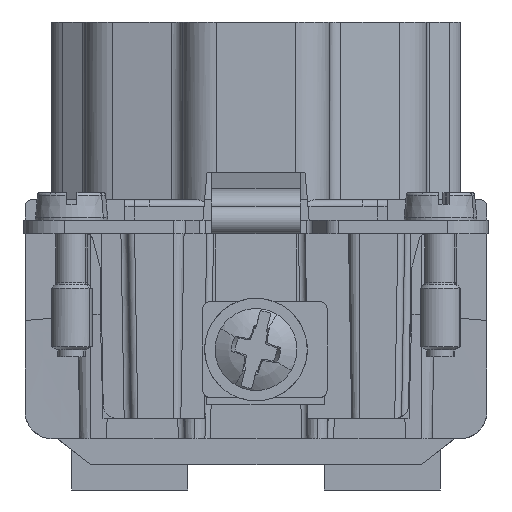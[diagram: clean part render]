
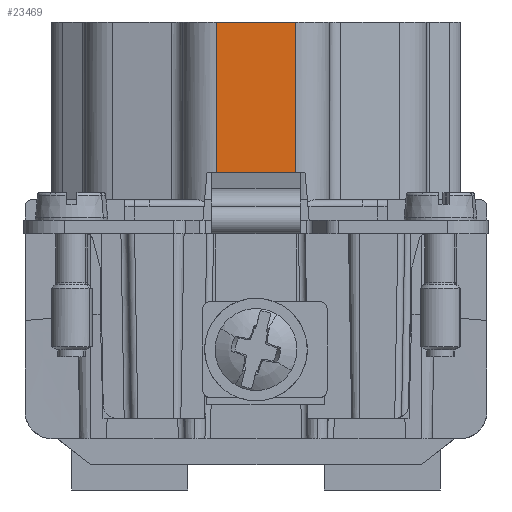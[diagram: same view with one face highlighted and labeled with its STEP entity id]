
A CAD part, front view. The second image highlights one B-rep face of the part: STEP entity #23469.
In plain terms, the highlighted planar face has unit normal (0, -1, 0).
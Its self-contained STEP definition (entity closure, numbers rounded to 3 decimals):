
#23456=AXIS2_PLACEMENT_3D('Plane Axis2P3D',#23453,#23454,#23455) ;
#10174=CARTESIAN_POINT('Vertex',(14.1,2.8,34.25)) ;
#10177=CARTESIAN_POINT('Line Origine',(17.,2.8,34.25)) ;
#10181=CARTESIAN_POINT('Vertex',(19.9,2.8,34.25)) ;
#13336=CARTESIAN_POINT('Line Origine',(19.9,2.8,28.)) ;
#13340=CARTESIAN_POINT('Vertex',(19.9,2.8,23.25)) ;
#22025=CARTESIAN_POINT('Line Origine',(14.1,2.8,28.)) ;
#22029=CARTESIAN_POINT('Vertex',(14.1,2.8,23.25)) ;
#23453=CARTESIAN_POINT('Axis2P3D Location',(19.9,2.8,21.75)) ;
#23458=CARTESIAN_POINT('Line Origine',(17.,2.8,23.25)) ;
#10178=DIRECTION('Vector Direction',(-1.,0.,0.)) ;
#13337=DIRECTION('Vector Direction',(0.,0.,-1.)) ;
#22026=DIRECTION('Vector Direction',(0.,0.,-1.)) ;
#23454=DIRECTION('Axis2P3D Direction',(0.,1.,0.)) ;
#23455=DIRECTION('Axis2P3D XDirection',(-1.,0.,0.)) ;
#23459=DIRECTION('Vector Direction',(-1.,0.,0.)) ;
#10179=VECTOR('Line Direction',#10178,1.) ;
#13338=VECTOR('Line Direction',#13337,1.) ;
#22027=VECTOR('Line Direction',#22026,1.) ;
#23460=VECTOR('Line Direction',#23459,1.) ;
#23464=ORIENTED_EDGE('',*,*,#23462,.F.) ;
#23465=ORIENTED_EDGE('',*,*,#13342,.T.) ;
#23466=ORIENTED_EDGE('',*,*,#10183,.T.) ;
#23467=ORIENTED_EDGE('',*,*,#22031,.F.) ;
#23469=ADVANCED_FACE('Hauptk\X2\00F6\X0\rper',(#23468),#23457,.F.) ;
#10183=EDGE_CURVE('',#10182,#10175,#10180,.T.) ;
#13342=EDGE_CURVE('',#13341,#10182,#13339,.F.) ;
#22031=EDGE_CURVE('',#22030,#10175,#22028,.F.) ;
#23462=EDGE_CURVE('',#13341,#22030,#23461,.T.) ;
#23463=EDGE_LOOP('',(#23464,#23465,#23466,#23467)) ;
#23468=FACE_OUTER_BOUND('',#23463,.T.) ;
#10180=LINE('Line',#10177,#10179) ;
#13339=LINE('Line',#13336,#13338) ;
#22028=LINE('Line',#22025,#22027) ;
#23461=LINE('Line',#23458,#23460) ;
#23457=PLANE('',#23456) ;
#10175=VERTEX_POINT('',#10174) ;
#10182=VERTEX_POINT('',#10181) ;
#13341=VERTEX_POINT('',#13340) ;
#22030=VERTEX_POINT('',#22029) ;
